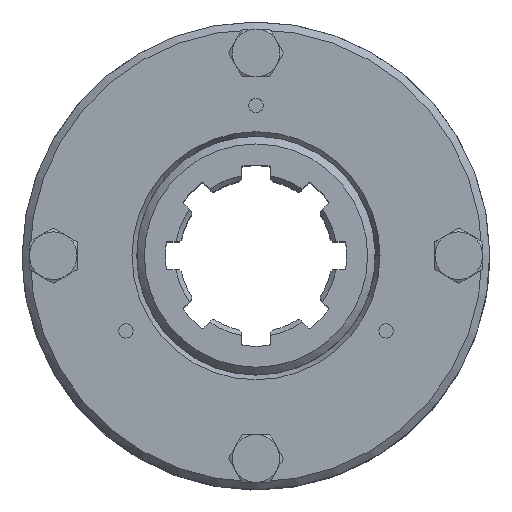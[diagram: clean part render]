
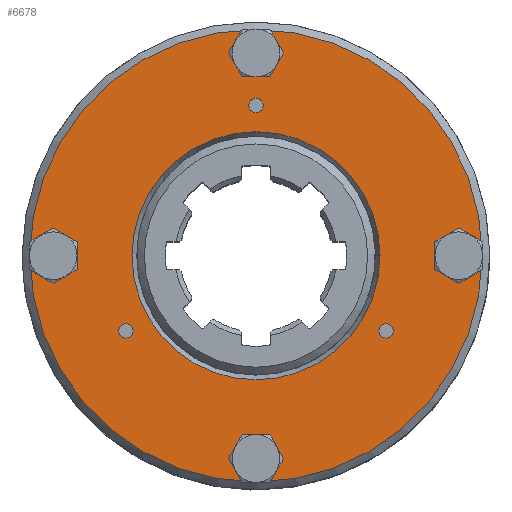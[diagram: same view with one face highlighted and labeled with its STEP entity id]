
A CAD part, top view. The second image highlights one B-rep face of the part: STEP entity #6678.
In plain terms, the highlighted face is planar.
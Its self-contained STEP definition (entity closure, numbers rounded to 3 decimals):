
#6678=ADVANCED_FACE('',(#13007,#13009,#13011,#13013,#13015,#13017,#13019,#13021,
#13023),#13025,.F.);
#13007=FACE_BOUND('',#13008,.T.);
#13008=EDGE_LOOP('',(#18081));
#13009=FACE_BOUND('',#13010,.T.);
#13010=EDGE_LOOP('',(#18082));
#13011=FACE_BOUND('',#13012,.T.);
#13012=EDGE_LOOP('',(#18083));
#13013=FACE_BOUND('',#13014,.T.);
#13014=EDGE_LOOP('',(#18084));
#13015=FACE_BOUND('',#13016,.T.);
#13016=EDGE_LOOP('',(#18085));
#13017=FACE_BOUND('',#13018,.T.);
#13018=EDGE_LOOP('',(#18086));
#13019=FACE_BOUND('',#13020,.T.);
#13020=EDGE_LOOP('',(#18087));
#13021=FACE_BOUND('',#13022,.T.);
#13022=EDGE_LOOP('',(#18088));
#13023=FACE_BOUND('',#13024,.T.);
#13024=EDGE_LOOP('',(#18089));
#13025=PLANE('',#13026);
#13026=AXIS2_PLACEMENT_3D('',#13027,#13028,#13029);
#13027=CARTESIAN_POINT('',(0.,47.4,-15.));
#13028=DIRECTION('',(0.,0.,1.));
#13029=DIRECTION('',(1.,0.,0.));
#18081=ORIENTED_EDGE('',*,*,#20605,.F.);
#18082=ORIENTED_EDGE('',*,*,#20581,.F.);
#18083=ORIENTED_EDGE('',*,*,#20583,.F.);
#18084=ORIENTED_EDGE('',*,*,#20585,.F.);
#18085=ORIENTED_EDGE('',*,*,#20587,.F.);
#18086=ORIENTED_EDGE('',*,*,#20589,.F.);
#18087=ORIENTED_EDGE('',*,*,#20591,.F.);
#18088=ORIENTED_EDGE('',*,*,#20593,.F.);
#18089=ORIENTED_EDGE('',*,*,#20595,.T.);
#20581=EDGE_CURVE('',#23712,#23712,#23713,.T.);
#20583=EDGE_CURVE('',#23716,#23716,#23717,.T.);
#20585=EDGE_CURVE('',#23720,#23720,#23721,.T.);
#20587=EDGE_CURVE('',#23724,#23724,#23725,.T.);
#20589=EDGE_CURVE('',#23728,#23728,#23729,.T.);
#20591=EDGE_CURVE('',#23732,#23732,#23733,.T.);
#20593=EDGE_CURVE('',#23736,#23736,#23737,.T.);
#20595=EDGE_CURVE('',#23740,#23740,#23741,.T.);
#20605=EDGE_CURVE('',#23760,#23760,#23761,.T.);
#23712=VERTEX_POINT('',#36441);
#23713=CIRCLE('',#36442,3.5);
#23716=VERTEX_POINT('',#36451);
#23717=CIRCLE('',#36452,3.5);
#23720=VERTEX_POINT('',#36461);
#23721=CIRCLE('',#36462,3.5);
#23724=VERTEX_POINT('',#36471);
#23725=CIRCLE('',#36472,3.5);
#23728=VERTEX_POINT('',#36481);
#23729=CIRCLE('',#36482,1.5);
#23732=VERTEX_POINT('',#36491);
#23733=CIRCLE('',#36492,1.5);
#23736=VERTEX_POINT('',#36501);
#23737=CIRCLE('',#36502,1.5);
#23740=VERTEX_POINT('',#36511);
#23741=CIRCLE('',#36512,26.);
#23760=VERTEX_POINT('',#36763);
#23761=CIRCLE('',#36764,47.4);
#36441=CARTESIAN_POINT('',(-39.,0.,-15.));
#36442=AXIS2_PLACEMENT_3D('',#36443,#36444,#36445);
#36443=CARTESIAN_POINT('',(-42.5,0.,-15.));
#36444=DIRECTION('',(0.,0.,-1.));
#36445=DIRECTION('',(1.,0.,0.));
#36451=CARTESIAN_POINT('',(3.5,-42.5,-15.));
#36452=AXIS2_PLACEMENT_3D('',#36453,#36454,#36455);
#36453=CARTESIAN_POINT('',(0.,-42.5,-15.));
#36454=DIRECTION('',(0.,0.,-1.));
#36455=DIRECTION('',(1.,0.,0.));
#36461=CARTESIAN_POINT('',(46.,0.,-15.));
#36462=AXIS2_PLACEMENT_3D('',#36463,#36464,#36465);
#36463=CARTESIAN_POINT('',(42.5,0.,-15.));
#36464=DIRECTION('',(0.,0.,-1.));
#36465=DIRECTION('',(1.,0.,0.));
#36471=CARTESIAN_POINT('',(3.5,42.5,-15.));
#36472=AXIS2_PLACEMENT_3D('',#36473,#36474,#36475);
#36473=CARTESIAN_POINT('',(0.,42.5,-15.));
#36474=DIRECTION('',(0.,0.,-1.));
#36475=DIRECTION('',(1.,0.,0.));
#36481=CARTESIAN_POINT('',(-25.78,-15.75,-15.));
#36482=AXIS2_PLACEMENT_3D('',#36483,#36484,#36485);
#36483=CARTESIAN_POINT('',(-27.28,-15.75,-15.));
#36484=DIRECTION('',(0.,0.,-1.));
#36485=DIRECTION('',(1.,0.,0.));
#36491=CARTESIAN_POINT('',(28.78,-15.75,-15.));
#36492=AXIS2_PLACEMENT_3D('',#36493,#36494,#36495);
#36493=CARTESIAN_POINT('',(27.28,-15.75,-15.));
#36494=DIRECTION('',(0.,0.,-1.));
#36495=DIRECTION('',(1.,0.,0.));
#36501=CARTESIAN_POINT('',(1.5,31.5,-15.));
#36502=AXIS2_PLACEMENT_3D('',#36503,#36504,#36505);
#36503=CARTESIAN_POINT('',(0.,31.5,-15.));
#36504=DIRECTION('',(0.,0.,-1.));
#36505=DIRECTION('',(1.,0.,0.));
#36511=CARTESIAN_POINT('',(26.,0.,-15.));
#36512=AXIS2_PLACEMENT_3D('',#36513,#36514,#36515);
#36513=CARTESIAN_POINT('',(0.,0.,-15.));
#36514=DIRECTION('',(0.,0.,1.));
#36515=DIRECTION('',(-1.,0.,0.));
#36763=CARTESIAN_POINT('',(47.4,0.,-15.));
#36764=AXIS2_PLACEMENT_3D('',#36765,#36766,#36767);
#36765=CARTESIAN_POINT('',(0.,0.,-15.));
#36766=DIRECTION('',(0.,0.,1.));
#36767=DIRECTION('',(1.,0.,0.));
